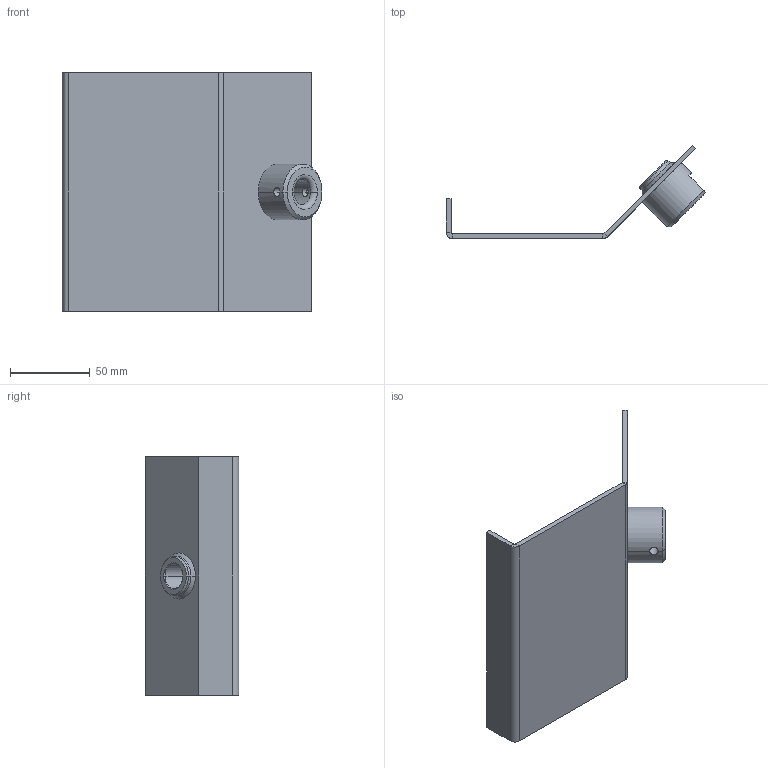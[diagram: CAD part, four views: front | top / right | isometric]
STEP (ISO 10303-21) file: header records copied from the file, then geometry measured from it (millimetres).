
FILE_DESCRIPTION (( 'STEP AP214' ), '1' );
FILE_NAME ('STEP save from SLDPRT original.STEP', '2023-03-12T11:27:37', ( '' ), ( '' ), 'SwSTEP 2.0', 'SolidWorks 2017', '' );
FILE_SCHEMA (( 'AUTOMOTIVE_DESIGN' ));
Length unit declared in the file: millimetre
Products named in the file (1): STEP save from SLDPRT original
Bounding box: 162.93 x 58.69 x 150 mm (x, y, z)
Volume: 107577.3 mm3; surface area: 68209.5 mm2
Topology: 3 solids, 3 shells, 55 faces, 122 edges, 71 vertices
Faces by surface type: plane 25, cylinder 20, cone 6, torus 4
Entity records: 1778 total; most frequent: CARTESIAN_POINT 451, DIRECTION 276, ORIENTED_EDGE 244, EDGE_CURVE 122, AXIS2_PLACEMENT_3D 106, VERTEX_POINT 71, VECTOR 64, LINE 64
